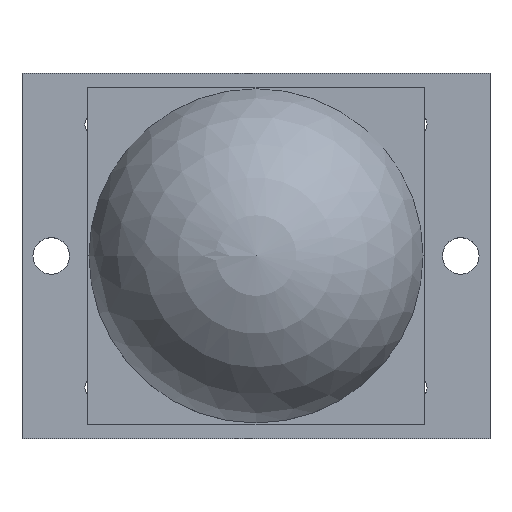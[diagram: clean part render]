
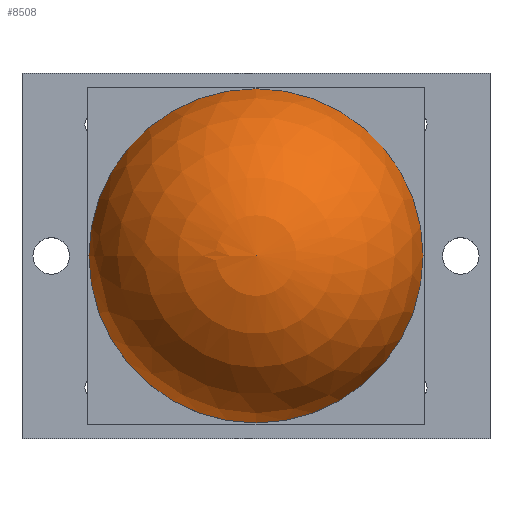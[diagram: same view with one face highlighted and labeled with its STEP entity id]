
A CAD part, top view. The second image highlights one B-rep face of the part: STEP entity #8508.
In plain terms, the highlighted spherical face has radius 11.5 mm.
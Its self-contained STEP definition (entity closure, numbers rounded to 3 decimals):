
#6607 = CYLINDRICAL_SURFACE('',#6608,11.423);
#6608 = AXIS2_PLACEMENT_3D('',#6609,#6610,#6611);
#6609 = CARTESIAN_POINT('',(0.,0.,6.931));
#6610 = DIRECTION('',(-0.,-0.,-1.));
#6611 = DIRECTION('',(-1.,0.,0.));
#7780 = VERTEX_POINT('',#7781);
#7781 = CARTESIAN_POINT('',(-11.423,0.,
    6.931));
#7802 = EDGE_CURVE('',#7780,#7780,#7803,.T.);
#7803 = SURFACE_CURVE('',#7804,(#7809,#7816),.PCURVE_S1.);
#7804 = CIRCLE('',#7805,11.423);
#7805 = AXIS2_PLACEMENT_3D('',#7806,#7807,#7808);
#7806 = CARTESIAN_POINT('',(0.,0.,6.931));
#7807 = DIRECTION('',(0.,0.,1.));
#7808 = DIRECTION('',(-1.,0.,0.));
#7809 = PCURVE('',#6607,#7810);
#7810 = DEFINITIONAL_REPRESENTATION('',(#7811),#7815);
#7811 = LINE('',#7812,#7813);
#7812 = CARTESIAN_POINT('',(-0.,0.));
#7813 = VECTOR('',#7814,1.);
#7814 = DIRECTION('',(-1.,0.));
#7815 = ( GEOMETRIC_REPRESENTATION_CONTEXT(2) 
PARAMETRIC_REPRESENTATION_CONTEXT() REPRESENTATION_CONTEXT('2D SPACE',''
  ) );
#7816 = PCURVE('',#7817,#7822);
#7817 = SPHERICAL_SURFACE('',#7818,11.5);
#7818 = AXIS2_PLACEMENT_3D('',#7819,#7820,#7821);
#7819 = CARTESIAN_POINT('',(0.,0.,5.6));
#7820 = DIRECTION('',(-0.,-0.,-1.));
#7821 = DIRECTION('',(-1.,0.,0.));
#7822 = DEFINITIONAL_REPRESENTATION('',(#7823),#7827);
#7823 = LINE('',#7824,#7825);
#7824 = CARTESIAN_POINT('',(-0.,-0.116));
#7825 = VECTOR('',#7826,1.);
#7826 = DIRECTION('',(-1.,0.));
#7827 = ( GEOMETRIC_REPRESENTATION_CONTEXT(2) 
PARAMETRIC_REPRESENTATION_CONTEXT() REPRESENTATION_CONTEXT('2D SPACE',''
  ) );
#8508 = ADVANCED_FACE('',(#8509),#7817,.T.);
#8509 = FACE_BOUND('',#8510,.F.);
#8510 = EDGE_LOOP('',(#8511,#8535,#8536));
#8511 = ORIENTED_EDGE('',*,*,#8512,.T.);
#8512 = EDGE_CURVE('',#8513,#7780,#8515,.T.);
#8513 = VERTEX_POINT('',#8514);
#8514 = CARTESIAN_POINT('',(0.,0.,17.1)
  );
#8515 = SEAM_CURVE('',#8516,(#8521,#8528),.PCURVE_S1.);
#8516 = CIRCLE('',#8517,11.5);
#8517 = AXIS2_PLACEMENT_3D('',#8518,#8519,#8520);
#8518 = CARTESIAN_POINT('',(0.,0.,5.6));
#8519 = DIRECTION('',(0.,-1.,0.));
#8520 = DIRECTION('',(1.,0.,0.));
#8521 = PCURVE('',#7817,#8522);
#8522 = DEFINITIONAL_REPRESENTATION('',(#8523),#8527);
#8523 = LINE('',#8524,#8525);
#8524 = CARTESIAN_POINT('',(-0.,-3.142));
#8525 = VECTOR('',#8526,1.);
#8526 = DIRECTION('',(-0.,1.));
#8527 = ( GEOMETRIC_REPRESENTATION_CONTEXT(2) 
PARAMETRIC_REPRESENTATION_CONTEXT() REPRESENTATION_CONTEXT('2D SPACE',''
  ) );
#8528 = PCURVE('',#7817,#8529);
#8529 = DEFINITIONAL_REPRESENTATION('',(#8530),#8534);
#8530 = LINE('',#8531,#8532);
#8531 = CARTESIAN_POINT('',(-6.283,-3.142));
#8532 = VECTOR('',#8533,1.);
#8533 = DIRECTION('',(-0.,1.));
#8534 = ( GEOMETRIC_REPRESENTATION_CONTEXT(2) 
PARAMETRIC_REPRESENTATION_CONTEXT() REPRESENTATION_CONTEXT('2D SPACE',''
  ) );
#8535 = ORIENTED_EDGE('',*,*,#7802,.F.);
#8536 = ORIENTED_EDGE('',*,*,#8512,.F.);
